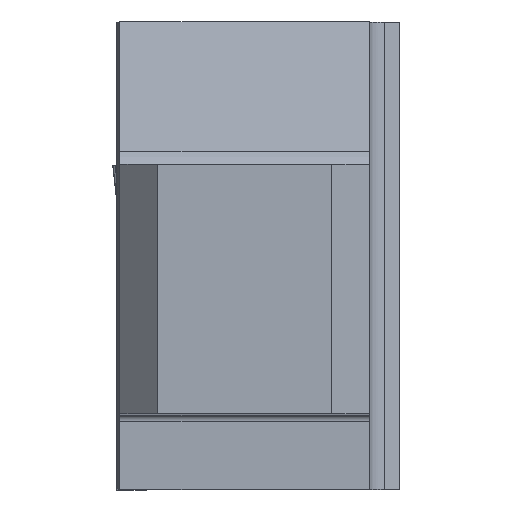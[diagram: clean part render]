
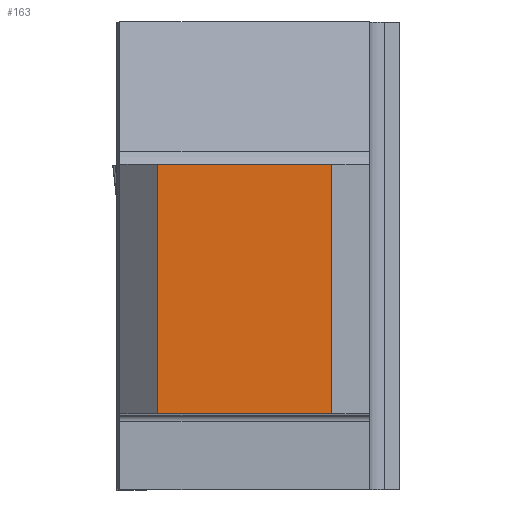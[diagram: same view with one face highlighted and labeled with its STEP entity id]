
A CAD part, top view. The second image highlights one B-rep face of the part: STEP entity #163.
In plain terms, the highlighted planar face has unit normal (0, 0, 1).
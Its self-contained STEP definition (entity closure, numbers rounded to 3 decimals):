
#163=ADVANCED_FACE('CU_BACK_SU1',(#277),#224,.F.);
#224=PLANE('',#1423);
#277=FACE_OUTER_BOUND('',#341,.T.);
#341=EDGE_LOOP('',(#500,#501,#502,#503));
#500=ORIENTED_EDGE('',*,*,#941,.F.);
#501=ORIENTED_EDGE('',*,*,#942,.T.);
#502=ORIENTED_EDGE('',*,*,#943,.T.);
#503=ORIENTED_EDGE('',*,*,#939,.F.);
#803=VERTEX_POINT('',#1991);
#804=VERTEX_POINT('',#1993);
#805=VERTEX_POINT('',#1997);
#806=VERTEX_POINT('',#1999);
#939=EDGE_CURVE('',#803,#804,#1103,.T.);
#941=EDGE_CURVE('',#805,#803,#1105,.T.);
#942=EDGE_CURVE('',#805,#806,#1106,.T.);
#943=EDGE_CURVE('',#806,#804,#1107,.T.);
#1103=LINE('',#1992,#1247);
#1105=LINE('',#1996,#1249);
#1106=LINE('',#1998,#1250);
#1107=LINE('',#2000,#1251);
#1247=VECTOR('',#1608,1.);
#1249=VECTOR('',#1612,1.);
#1250=VECTOR('',#1613,1.);
#1251=VECTOR('',#1614,1.);
#1423=AXIS2_PLACEMENT_3D('',#2001,#1615,#1616);
#1608=DIRECTION('',(1.,0.,0.));
#1612=DIRECTION('',(0.,1.,0.));
#1613=DIRECTION('',(1.,0.,0.));
#1614=DIRECTION('',(0.,1.,0.));
#1615=DIRECTION('',(0.,0.,-1.));
#1616=DIRECTION('',(-1.,0.,0.));
#1991=CARTESIAN_POINT('',(-16.925,19.925,0.));
#1992=CARTESIAN_POINT('',(-110.,19.925,0.));
#1993=CARTESIAN_POINT('',(-3.,19.925,0.));
#1996=CARTESIAN_POINT('',(-16.925,0.,0.));
#1997=CARTESIAN_POINT('',(-16.925,0.,0.));
#1998=CARTESIAN_POINT('',(-110.,0.,0.));
#1999=CARTESIAN_POINT('',(-3.,0.,0.));
#2000=CARTESIAN_POINT('',(-3.,0.,0.));
#2001=CARTESIAN_POINT('',(22.996,39.925,0.));
